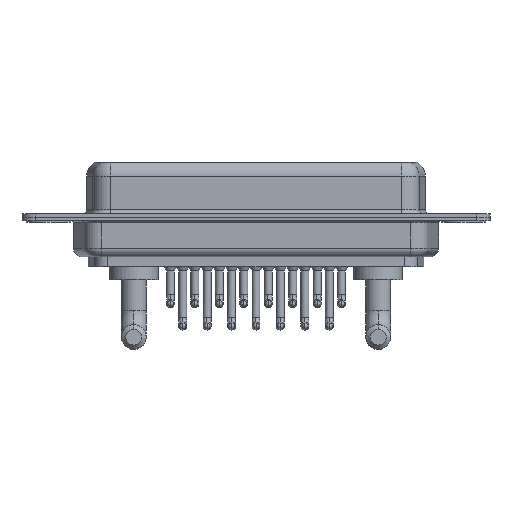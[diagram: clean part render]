
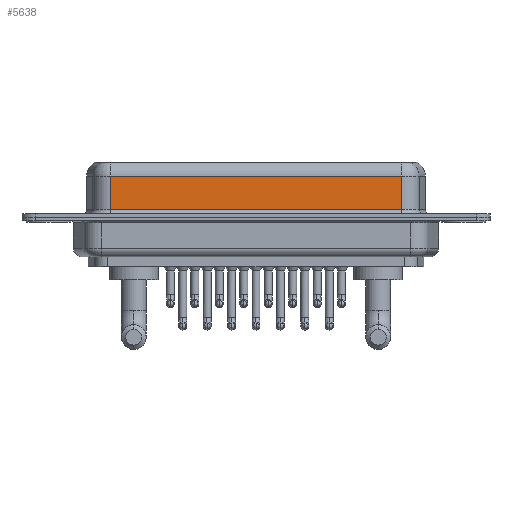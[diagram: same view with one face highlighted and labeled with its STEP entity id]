
A CAD part, front view. The second image highlights one B-rep face of the part: STEP entity #5638.
In plain terms, the highlighted planar face has unit normal (0, -1, 0).
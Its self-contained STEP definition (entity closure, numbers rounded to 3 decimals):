
#297 = VERTEX_POINT ( 'NONE', #11451 ) ;
#1068 = ORIENTED_EDGE ( 'NONE', *, *, #12788, .F. ) ;
#1343 = DIRECTION ( 'NONE',  ( 0., 0., -1. ) ) ;
#2023 = LINE ( 'NONE', #11007, #8374 ) ;
#2105 = EDGE_CURVE ( 'NONE', #13974, #297, #7551, .T. ) ;
#2616 = AXIS2_PLACEMENT_3D ( 'NONE', #13814, #16799, #3587 ) ;
#2752 = CARTESIAN_POINT ( 'NONE',  ( 7.013, -3.95, 4.65 ) ) ;
#3587 = DIRECTION ( 'NONE',  ( 0., 0., 1. ) ) ;
#3973 = LINE ( 'NONE', #6780, #13637 ) ;
#4850 = ORIENTED_EDGE ( 'NONE', *, *, #16886, .T. ) ;
#5638 = ADVANCED_FACE ( 'NONE', ( #7934 ), #12550, .F. ) ;
#5713 = ORIENTED_EDGE ( 'NONE', *, *, #13870, .T. ) ;
#6172 = VECTOR ( 'NONE', #1343, 1000. ) ;
#6241 = VERTEX_POINT ( 'NONE', #2752 ) ;
#6780 = CARTESIAN_POINT ( 'NONE',  ( 40.037, -3.95, 4.65 ) ) ;
#7551 = LINE ( 'NONE', #13437, #9736 ) ;
#7840 = ORIENTED_EDGE ( 'NONE', *, *, #2105, .T. ) ;
#7934 = FACE_OUTER_BOUND ( 'NONE', #18857, .T. ) ;
#8345 = VERTEX_POINT ( 'NONE', #14216 ) ;
#8374 = VECTOR ( 'NONE', #9170, 1000. ) ;
#9170 = DIRECTION ( 'NONE',  ( 0., 0., -1. ) ) ;
#9736 = VECTOR ( 'NONE', #11982, 1000. ) ;
#11007 = CARTESIAN_POINT ( 'NONE',  ( 7.013, -3.95, 6.4 ) ) ;
#11451 = CARTESIAN_POINT ( 'NONE',  ( 40.037, -3.95, 0.9 ) ) ;
#11982 = DIRECTION ( 'NONE',  ( 1., 0., 0. ) ) ;
#12550 = PLANE ( 'NONE',  #2616 ) ;
#12788 = EDGE_CURVE ( 'NONE', #8345, #297, #13207, .T. ) ;
#13207 = LINE ( 'NONE', #16000, #6172 ) ;
#13437 = CARTESIAN_POINT ( 'NONE',  ( 40.037, -3.95, 0.9 ) ) ;
#13637 = VECTOR ( 'NONE', #14121, 1000. ) ;
#13814 = CARTESIAN_POINT ( 'NONE',  ( 40.037, -3.95, 6.4 ) ) ;
#13870 = EDGE_CURVE ( 'NONE', #6241, #13974, #2023, .T. ) ;
#13974 = VERTEX_POINT ( 'NONE', #17171 ) ;
#14121 = DIRECTION ( 'NONE',  ( -1., 0., 0. ) ) ;
#14216 = CARTESIAN_POINT ( 'NONE',  ( 40.037, -3.95, 4.65 ) ) ;
#16000 = CARTESIAN_POINT ( 'NONE',  ( 40.037, -3.95, 6.4 ) ) ;
#16799 = DIRECTION ( 'NONE',  ( 0., 1., 0. ) ) ;
#16886 = EDGE_CURVE ( 'NONE', #8345, #6241, #3973, .T. ) ;
#17171 = CARTESIAN_POINT ( 'NONE',  ( 7.013, -3.95, 0.9 ) ) ;
#18857 = EDGE_LOOP ( 'NONE', ( #1068, #4850, #5713, #7840 ) ) ;
